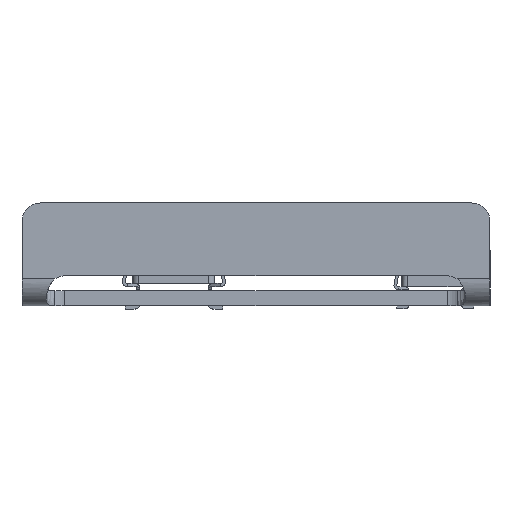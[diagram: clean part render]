
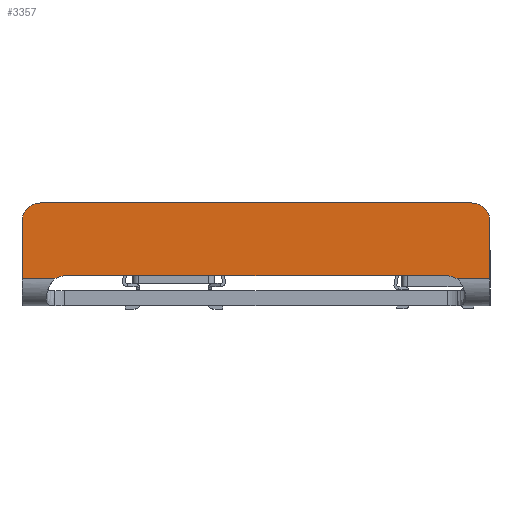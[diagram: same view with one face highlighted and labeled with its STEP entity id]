
A CAD part, left-side view. The second image highlights one B-rep face of the part: STEP entity #3357.
In plain terms, the highlighted planar face has unit normal (-1, 0, 0).
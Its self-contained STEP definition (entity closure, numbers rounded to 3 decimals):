
#190 = CARTESIAN_POINT ( 'NONE',  ( -94.447, 77., 11.447 ) ) ;
#541 = VERTEX_POINT ( 'NONE', #12478 ) ;
#559 = CIRCLE ( 'NONE', #7610, 3. ) ;
#833 = LINE ( 'NONE', #4794, #5645 ) ;
#870 = PLANE ( 'NONE',  #1325 ) ;
#1066 = CARTESIAN_POINT ( 'NONE',  ( -94.447, 74., -197.553 ) ) ;
#1325 = AXIS2_PLACEMENT_3D ( 'NONE', #1066, #4125, #10969 ) ;
#1566 = CARTESIAN_POINT ( 'NONE',  ( -94.447, 3., 14.447 ) ) ;
#1637 = CARTESIAN_POINT ( 'NONE',  ( -94.447, 77., 2. ) ) ;
#1689 = CARTESIAN_POINT ( 'NONE',  ( -94.447, 71.576, 2. ) ) ;
#1871 = VERTEX_POINT ( 'NONE', #4683 ) ;
#1882 = EDGE_CURVE ( 'NONE', #8943, #541, #12013, .T. ) ;
#1884 = VECTOR ( 'NONE', #10030, 1000. ) ;
#2098 = LINE ( 'NONE', #9982, #4242 ) ;
#2760 = CIRCLE ( 'NONE', #11849, 3. ) ;
#2781 = VERTEX_POINT ( 'NONE', #7394 ) ;
#3357 = ADVANCED_FACE ( 'NONE', ( #11825 ), #870, .T. ) ;
#3675 = CARTESIAN_POINT ( 'NONE',  ( -94.447, 3., 11.447 ) ) ;
#3701 = EDGE_CURVE ( 'NONE', #5224, #8943, #9986, .T. ) ;
#3919 = DIRECTION ( 'NONE',  ( 1., 0., 0. ) ) ;
#3984 = CARTESIAN_POINT ( 'NONE',  ( -94.447, 70., 2.447 ) ) ;
#4125 = DIRECTION ( 'NONE',  ( -1., 0., 0. ) ) ;
#4242 = VECTOR ( 'NONE', #5182, 1000. ) ;
#4313 = DIRECTION ( 'NONE',  ( 1., 0., 0. ) ) ;
#4335 = CARTESIAN_POINT ( 'NONE',  ( -94.447, 0., 11.447 ) ) ;
#4468 = VECTOR ( 'NONE', #8741, 1000. ) ;
#4571 = ORIENTED_EDGE ( 'NONE', *, *, #12135, .F. ) ;
#4683 = CARTESIAN_POINT ( 'NONE',  ( -94.447, 0., 2. ) ) ;
#4714 = EDGE_CURVE ( 'NONE', #12705, #7377, #559, .T. ) ;
#4794 = CARTESIAN_POINT ( 'NONE',  ( -94.447, 77., 11.447 ) ) ;
#5072 = CARTESIAN_POINT ( 'NONE',  ( -94.447, 0., 11.447 ) ) ;
#5182 = DIRECTION ( 'NONE',  ( 0., -1., 0. ) ) ;
#5224 = VERTEX_POINT ( 'NONE', #9859 ) ;
#5279 = EDGE_CURVE ( 'NONE', #6256, #9912, #2098, .T. ) ;
#5332 = CARTESIAN_POINT ( 'NONE',  ( -94.447, 70., -0.553 ) ) ;
#5387 = AXIS2_PLACEMENT_3D ( 'NONE', #8820, #3919, #7653 ) ;
#5645 = VECTOR ( 'NONE', #9773, 1000. ) ;
#5728 = EDGE_CURVE ( 'NONE', #9912, #5224, #2760, .T. ) ;
#6022 = ORIENTED_EDGE ( 'NONE', *, *, #11044, .F. ) ;
#6256 = VERTEX_POINT ( 'NONE', #1637 ) ;
#6354 = DIRECTION ( 'NONE',  ( 0., 0., 1. ) ) ;
#6599 = LINE ( 'NONE', #11730, #4468 ) ;
#6684 = AXIS2_PLACEMENT_3D ( 'NONE', #10069, #4313, #6354 ) ;
#6757 = DIRECTION ( 'NONE',  ( 0., -1., 0. ) ) ;
#6825 = EDGE_CURVE ( 'NONE', #7377, #1871, #7231, .T. ) ;
#6920 = VERTEX_POINT ( 'NONE', #190 ) ;
#7231 = LINE ( 'NONE', #4335, #1884 ) ;
#7341 = DIRECTION ( 'NONE',  ( 0., -1., 0. ) ) ;
#7377 = VERTEX_POINT ( 'NONE', #5072 ) ;
#7394 = CARTESIAN_POINT ( 'NONE',  ( -94.447, 74., 14.447 ) ) ;
#7585 = ORIENTED_EDGE ( 'NONE', *, *, #8945, .T. ) ;
#7610 = AXIS2_PLACEMENT_3D ( 'NONE', #3675, #7615, #9547 ) ;
#7615 = DIRECTION ( 'NONE',  ( 1., 0., 0. ) ) ;
#7653 = DIRECTION ( 'NONE',  ( 0., 0., -1. ) ) ;
#7934 = CIRCLE ( 'NONE', #6684, 3. ) ;
#8306 = LINE ( 'NONE', #10182, #11220 ) ;
#8741 = DIRECTION ( 'NONE',  ( 0., -1., 0. ) ) ;
#8820 = CARTESIAN_POINT ( 'NONE',  ( -94.447, 7., -0.553 ) ) ;
#8864 = ORIENTED_EDGE ( 'NONE', *, *, #3701, .T. ) ;
#8943 = VERTEX_POINT ( 'NONE', #12427 ) ;
#8945 = EDGE_CURVE ( 'NONE', #541, #1871, #6599, .T. ) ;
#9164 = DIRECTION ( 'NONE',  ( 1., 0., 0. ) ) ;
#9334 = ORIENTED_EDGE ( 'NONE', *, *, #11106, .F. ) ;
#9434 = ORIENTED_EDGE ( 'NONE', *, *, #6825, .F. ) ;
#9547 = DIRECTION ( 'NONE',  ( 0., 0., 1. ) ) ;
#9655 = EDGE_LOOP ( 'NONE', ( #4571, #10675, #11718, #8864, #12096, #7585, #9434, #11593, #9334, #6022 ) ) ;
#9773 = DIRECTION ( 'NONE',  ( 0., 0., 1. ) ) ;
#9859 = CARTESIAN_POINT ( 'NONE',  ( -94.447, 70., 2.447 ) ) ;
#9912 = VERTEX_POINT ( 'NONE', #1689 ) ;
#9982 = CARTESIAN_POINT ( 'NONE',  ( -94.447, 74., 2. ) ) ;
#9986 = LINE ( 'NONE', #3984, #10217 ) ;
#10030 = DIRECTION ( 'NONE',  ( 0., 0., -1. ) ) ;
#10069 = CARTESIAN_POINT ( 'NONE',  ( -94.447, 74., 11.447 ) ) ;
#10182 = CARTESIAN_POINT ( 'NONE',  ( -94.447, 3., 14.447 ) ) ;
#10217 = VECTOR ( 'NONE', #6757, 1000. ) ;
#10675 = ORIENTED_EDGE ( 'NONE', *, *, #5279, .T. ) ;
#10969 = DIRECTION ( 'NONE',  ( 0., 0., 1. ) ) ;
#11044 = EDGE_CURVE ( 'NONE', #6920, #2781, #7934, .T. ) ;
#11106 = EDGE_CURVE ( 'NONE', #2781, #12705, #8306, .T. ) ;
#11220 = VECTOR ( 'NONE', #7341, 1000. ) ;
#11593 = ORIENTED_EDGE ( 'NONE', *, *, #4714, .F. ) ;
#11718 = ORIENTED_EDGE ( 'NONE', *, *, #5728, .T. ) ;
#11730 = CARTESIAN_POINT ( 'NONE',  ( -94.447, 74., 2. ) ) ;
#11825 = FACE_OUTER_BOUND ( 'NONE', #9655, .T. ) ;
#11849 = AXIS2_PLACEMENT_3D ( 'NONE', #5332, #9164, #12265 ) ;
#12013 = CIRCLE ( 'NONE', #5387, 3. ) ;
#12096 = ORIENTED_EDGE ( 'NONE', *, *, #1882, .T. ) ;
#12135 = EDGE_CURVE ( 'NONE', #6256, #6920, #833, .T. ) ;
#12265 = DIRECTION ( 'NONE',  ( 0., 0., -1. ) ) ;
#12427 = CARTESIAN_POINT ( 'NONE',  ( -94.447, 7., 2.447 ) ) ;
#12478 = CARTESIAN_POINT ( 'NONE',  ( -94.447, 5.424, 2. ) ) ;
#12705 = VERTEX_POINT ( 'NONE', #1566 ) ;
